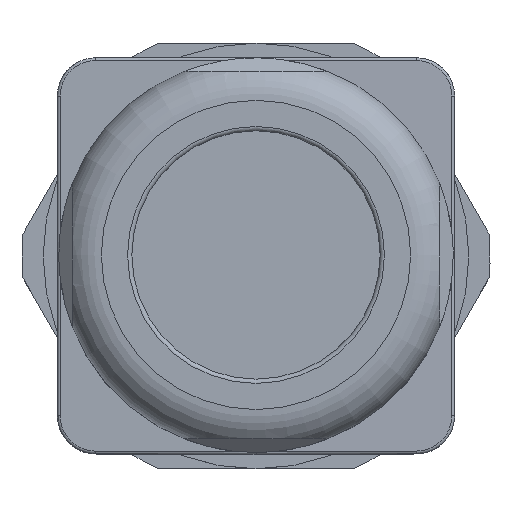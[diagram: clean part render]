
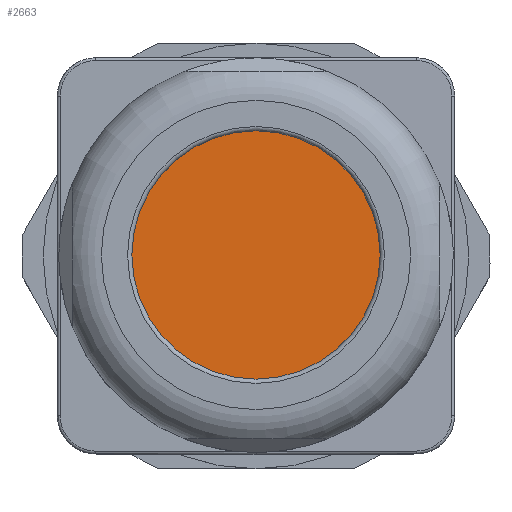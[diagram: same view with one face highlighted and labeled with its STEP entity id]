
A CAD part, top view. The second image highlights one B-rep face of the part: STEP entity #2663.
In plain terms, the highlighted planar face has unit normal (0, 0, 1).
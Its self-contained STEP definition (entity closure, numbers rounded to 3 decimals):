
#528=PLANE('',#13329);
#1166=FACE_OUTER_BOUND('',#4021,.T.);
#2663=ADVANCED_FACE('',(#1166),#528,.F.);
#4021=EDGE_LOOP('',(#8994));
#8994=ORIENTED_EDGE('',*,*,#11673,.F.);
#9970=VERTEX_POINT('',#26295);
#11673=EDGE_CURVE('',#9970,#9970,#12347,.T.);
#12347=CIRCLE('',#13114,8.75);
#13114=AXIS2_PLACEMENT_3D('',#26294,#15061,#15062);
#13329=AXIS2_PLACEMENT_3D('',#33903,#15589,#15590);
#15061=DIRECTION('',(0.,0.,-1.));
#15062=DIRECTION('',(-1.,0.,0.));
#15589=DIRECTION('',(0.,0.,-1.));
#15590=DIRECTION('',(-1.,0.,0.));
#26294=CARTESIAN_POINT('',(0.001,0.,114.79));
#26295=CARTESIAN_POINT('',(-8.749,0.,114.79));
#33903=CARTESIAN_POINT('',(0.001,0.,114.79));
